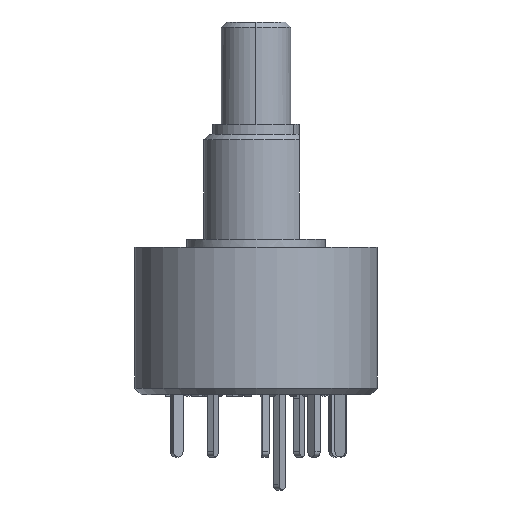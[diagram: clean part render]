
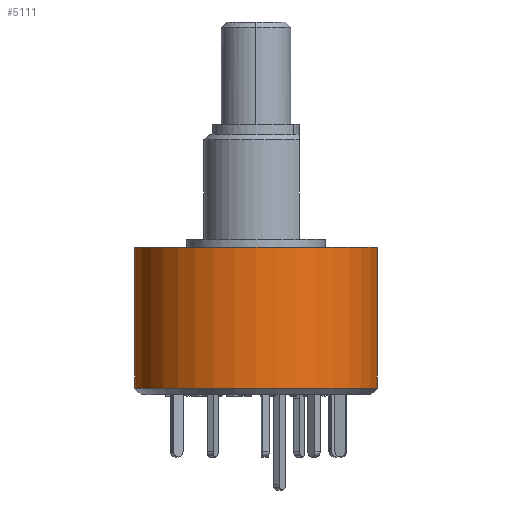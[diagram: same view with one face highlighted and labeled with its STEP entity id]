
A CAD part, left-side view. The second image highlights one B-rep face of the part: STEP entity #5111.
In plain terms, the highlighted cylindrical face has radius 7 mm (diameter 14 mm), a partial arc.
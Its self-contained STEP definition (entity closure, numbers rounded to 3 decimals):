
#814 = EDGE_LOOP ( 'NONE', ( #9084, #13887, #1514, #6081 ) ) ;
#1023 = CIRCLE ( 'NONE', #5080, 7. ) ;
#1052 = CARTESIAN_POINT ( 'NONE',  ( 0., 7., -8.574 ) ) ;
#1391 = AXIS2_PLACEMENT_3D ( 'NONE', #7941, #3239, #1892 ) ;
#1514 = ORIENTED_EDGE ( 'NONE', *, *, #6920, .T. ) ;
#1715 = CYLINDRICAL_SURFACE ( 'NONE', #1391, 7. ) ;
#1843 = DIRECTION ( 'NONE',  ( 0., 0., -1. ) ) ;
#1892 = DIRECTION ( 'NONE',  ( 0., 1., 0. ) ) ;
#1994 = CARTESIAN_POINT ( 'NONE',  ( 0., -7., -0.45 ) ) ;
#2436 = EDGE_CURVE ( 'NONE', #15201, #14099, #1023, .T. ) ;
#2810 = CARTESIAN_POINT ( 'NONE',  ( 0., 0., -8.574 ) ) ;
#2899 = CARTESIAN_POINT ( 'NONE',  ( 0., -7., -0.45 ) ) ;
#3239 = DIRECTION ( 'NONE',  ( 0., 0., -1. ) ) ;
#4368 = LINE ( 'NONE', #1994, #11030 ) ;
#4647 = LINE ( 'NONE', #12189, #6943 ) ;
#5080 = AXIS2_PLACEMENT_3D ( 'NONE', #9375, #13264, #9578 ) ;
#5111 = ADVANCED_FACE ( 'NONE', ( #11435 ), #1715, .T. ) ;
#5191 = VERTEX_POINT ( 'NONE', #1052 ) ;
#6081 = ORIENTED_EDGE ( 'NONE', *, *, #7012, .T. ) ;
#6137 = CARTESIAN_POINT ( 'NONE',  ( 0., -7., -8.574 ) ) ;
#6920 = EDGE_CURVE ( 'NONE', #15201, #5191, #4647, .T. ) ;
#6943 = VECTOR ( 'NONE', #11048, 1000. ) ;
#7012 = EDGE_CURVE ( 'NONE', #5191, #10719, #12695, .T. ) ;
#7618 = DIRECTION ( 'NONE',  ( 0., 0., 1. ) ) ;
#7941 = CARTESIAN_POINT ( 'NONE',  ( 0., 0., -0.45 ) ) ;
#9084 = ORIENTED_EDGE ( 'NONE', *, *, #12401, .F. ) ;
#9375 = CARTESIAN_POINT ( 'NONE',  ( 0., 0., -0.45 ) ) ;
#9578 = DIRECTION ( 'NONE',  ( 0., -1., 0. ) ) ;
#10719 = VERTEX_POINT ( 'NONE', #6137 ) ;
#11030 = VECTOR ( 'NONE', #1843, 1000. ) ;
#11048 = DIRECTION ( 'NONE',  ( 0., 0., -1. ) ) ;
#11435 = FACE_OUTER_BOUND ( 'NONE', #814, .T. ) ;
#11700 = CARTESIAN_POINT ( 'NONE',  ( 0., 7., -0.45 ) ) ;
#12189 = CARTESIAN_POINT ( 'NONE',  ( 0., 7., -0.45 ) ) ;
#12401 = EDGE_CURVE ( 'NONE', #14099, #10719, #4368, .T. ) ;
#12695 = CIRCLE ( 'NONE', #12800, 7. ) ;
#12800 = AXIS2_PLACEMENT_3D ( 'NONE', #2810, #7618, #14928 ) ;
#13264 = DIRECTION ( 'NONE',  ( 0., 0., 1. ) ) ;
#13887 = ORIENTED_EDGE ( 'NONE', *, *, #2436, .F. ) ;
#14099 = VERTEX_POINT ( 'NONE', #2899 ) ;
#14928 = DIRECTION ( 'NONE',  ( 0., -1., 0. ) ) ;
#15201 = VERTEX_POINT ( 'NONE', #11700 ) ;
